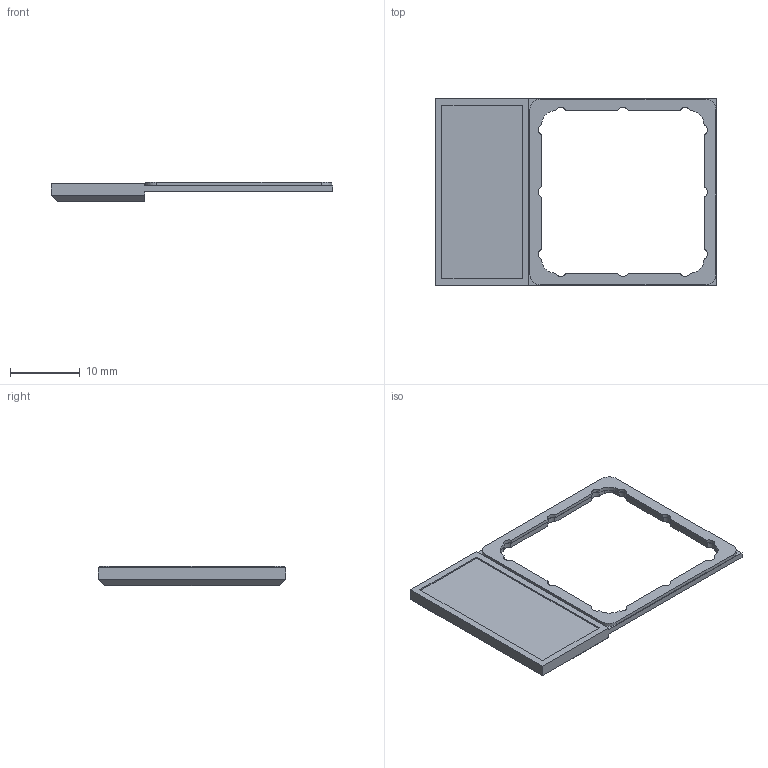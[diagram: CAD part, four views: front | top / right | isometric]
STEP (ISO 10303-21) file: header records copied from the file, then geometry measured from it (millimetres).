
FILE_DESCRIPTION(/* description */ (''),/* implementation_level */ '2;1');
FILE_NAME(/* name */ 'QXJABT_ipt.stp',/* time_stamp */ '2018-05-07T16:52:23+02:00',/* author */ ('ahoffmann'),/* organization */ (''),/* preprocessor_version */ 'ST-DEVELOPER v16.1',/* originating_system */ 'Autodesk Inventor 2016',/* authorisation */ '');
FILE_SCHEMA (('AUTOMOTIVE_DESIGN { 1 0 10303 214 3 1 1 }'));
Length unit declared in the file: centimetre
Products named in the file (1): QXJABT_vereinfacht
Bounding box: 40.45 x 26.9 x 2.75 mm (x, y, z)
Volume: 814.1 mm3; surface area: 1516.5 mm2
Topology: 1 solids, 1 shells, 107 faces, 287 edges, 184 vertices
Faces by surface type: plane 71, cylinder 36
Entity records: 3377 total; most frequent: DIRECTION 607, CARTESIAN_POINT 579, ORIENTED_EDGE 574, EDGE_CURVE 287, AXIS2_PLACEMENT_3D 212, VERTEX_POINT 184, LINE 183, VECTOR 183
